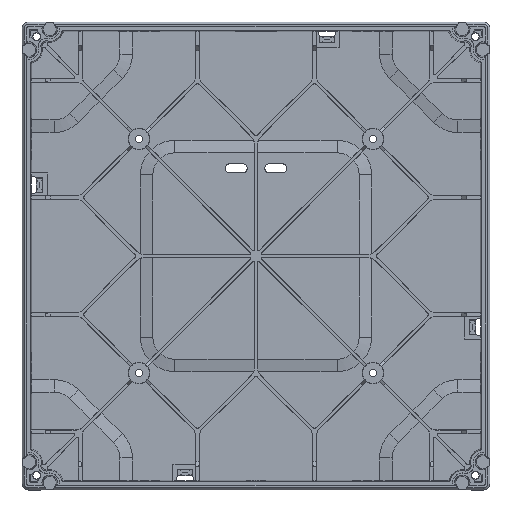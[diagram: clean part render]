
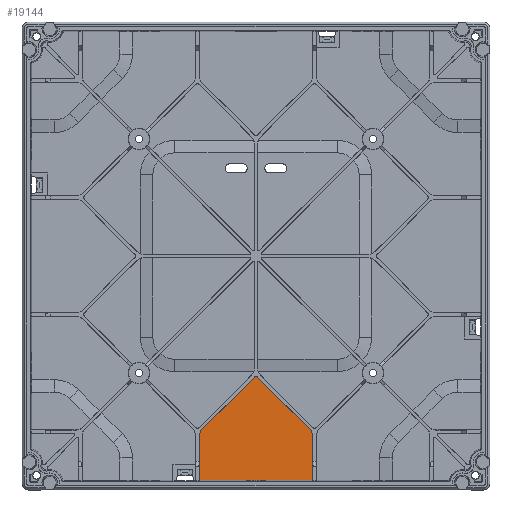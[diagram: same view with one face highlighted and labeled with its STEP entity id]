
A CAD part, top view. The second image highlights one B-rep face of the part: STEP entity #19144.
In plain terms, the highlighted planar face has unit normal (0, 0, 1).
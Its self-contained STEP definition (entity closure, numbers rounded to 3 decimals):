
#10439 = VERTEX_POINT('',#10440);
#10440 = CARTESIAN_POINT('',(-12.885,-51.129,-13.5));
#10448 = EDGE_CURVE('',#10439,#10449,#10451,.T.);
#10449 = VERTEX_POINT('',#10450);
#10450 = CARTESIAN_POINT('',(12.885,-51.129,-13.5));
#10451 = LINE('',#10452,#10453);
#10452 = CARTESIAN_POINT('',(0.,-51.129,-13.5));
#10453 = VECTOR('',#10454,1.);
#10454 = DIRECTION('',(1.,0.,0.));
#19126 = VERTEX_POINT('',#19127);
#19127 = CARTESIAN_POINT('',(12.885,-48.,-13.5));
#19132 = EDGE_CURVE('',#19126,#10449,#19133,.T.);
#19133 = LINE('',#19134,#19135);
#19134 = CARTESIAN_POINT('',(12.885,-48.,-13.5));
#19135 = VECTOR('',#19136,1.);
#19136 = DIRECTION('',(0.,-1.,0.));
#19144 = ADVANCED_FACE('',(#19145),#19247,.T.);
#19145 = FACE_BOUND('',#19146,.T.);
#19146 = EDGE_LOOP('',(#19147,#19158,#19166,#19175,#19183,#19192,#19200,
    #19208,#19214,#19215,#19216,#19224,#19232,#19241));
#19147 = ORIENTED_EDGE('',*,*,#19148,.F.);
#19148 = EDGE_CURVE('',#19149,#19151,#19153,.T.);
#19149 = VERTEX_POINT('',#19150);
#19150 = CARTESIAN_POINT('',(0.028,-27.444,-13.5));
#19151 = VERTEX_POINT('',#19152);
#19152 = CARTESIAN_POINT('',(0.354,-27.589,-13.5));
#19153 = CIRCLE('',#19154,0.5);
#19154 = AXIS2_PLACEMENT_3D('',#19155,#19156,#19157);
#19155 = CARTESIAN_POINT('',(0.,-27.943,-13.5));
#19156 = DIRECTION('',(0.,0.,-1.));
#19157 = DIRECTION('',(-1.,0.,0.));
#19158 = ORIENTED_EDGE('',*,*,#19159,.F.);
#19159 = EDGE_CURVE('',#19160,#19149,#19162,.T.);
#19160 = VERTEX_POINT('',#19161);
#19161 = CARTESIAN_POINT('',(-0.001,-27.444,-13.5));
#19162 = LINE('',#19163,#19164);
#19163 = CARTESIAN_POINT('',(-0.001,-27.444,-13.5)
  );
#19164 = VECTOR('',#19165,1.);
#19165 = DIRECTION('',(1.,0.,0.));
#19166 = ORIENTED_EDGE('',*,*,#19167,.F.);
#19167 = EDGE_CURVE('',#19168,#19160,#19170,.T.);
#19168 = VERTEX_POINT('',#19169);
#19169 = CARTESIAN_POINT('',(-0.354,-27.59,-13.5));
#19170 = CIRCLE('',#19171,0.5);
#19171 = AXIS2_PLACEMENT_3D('',#19172,#19173,#19174);
#19172 = CARTESIAN_POINT('',(-0.001,-27.944,-13.5)
  );
#19173 = DIRECTION('',(0.,0.,-1.));
#19174 = DIRECTION('',(1.,0.,0.));
#19175 = ORIENTED_EDGE('',*,*,#19176,.T.);
#19176 = EDGE_CURVE('',#19168,#19177,#19179,.T.);
#19177 = VERTEX_POINT('',#19178);
#19178 = CARTESIAN_POINT('',(-12.349,-39.585,-13.5));
#19179 = LINE('',#19180,#19181);
#19180 = CARTESIAN_POINT('',(-0.354,-27.59,-13.5));
#19181 = VECTOR('',#19182,1.);
#19182 = DIRECTION('',(-0.707,-0.707,
    0.));
#19183 = ORIENTED_EDGE('',*,*,#19184,.F.);
#19184 = EDGE_CURVE('',#19185,#19177,#19187,.T.);
#19185 = VERTEX_POINT('',#19186);
#19186 = CARTESIAN_POINT('',(-12.935,-40.999,-13.5));
#19187 = CIRCLE('',#19188,2.);
#19188 = AXIS2_PLACEMENT_3D('',#19189,#19190,#19191);
#19189 = CARTESIAN_POINT('',(-10.935,-40.999,-13.5));
#19190 = DIRECTION('',(0.,0.,-1.));
#19191 = DIRECTION('',(1.,0.,0.));
#19192 = ORIENTED_EDGE('',*,*,#19193,.F.);
#19193 = EDGE_CURVE('',#19194,#19185,#19196,.T.);
#19194 = VERTEX_POINT('',#19195);
#19195 = CARTESIAN_POINT('',(-12.935,-48.,-13.5));
#19196 = LINE('',#19197,#19198);
#19197 = CARTESIAN_POINT('',(-12.935,-55.566,-13.5));
#19198 = VECTOR('',#19199,1.);
#19199 = DIRECTION('',(0.,1.,0.));
#19200 = ORIENTED_EDGE('',*,*,#19201,.F.);
#19201 = EDGE_CURVE('',#19202,#19194,#19204,.T.);
#19202 = VERTEX_POINT('',#19203);
#19203 = CARTESIAN_POINT('',(-12.885,-48.,-13.5));
#19204 = LINE('',#19205,#19206);
#19205 = CARTESIAN_POINT('',(-12.885,-48.,-13.5));
#19206 = VECTOR('',#19207,1.);
#19207 = DIRECTION('',(-1.,0.,0.));
#19208 = ORIENTED_EDGE('',*,*,#19209,.F.);
#19209 = EDGE_CURVE('',#10439,#19202,#19210,.T.);
#19210 = LINE('',#19211,#19212);
#19211 = CARTESIAN_POINT('',(-12.885,-55.,-13.5));
#19212 = VECTOR('',#19213,1.);
#19213 = DIRECTION('',(0.,1.,0.));
#19214 = ORIENTED_EDGE('',*,*,#10448,.T.);
#19215 = ORIENTED_EDGE('',*,*,#19132,.F.);
#19216 = ORIENTED_EDGE('',*,*,#19217,.F.);
#19217 = EDGE_CURVE('',#19218,#19126,#19220,.T.);
#19218 = VERTEX_POINT('',#19219);
#19219 = CARTESIAN_POINT('',(12.935,-48.,-13.5));
#19220 = LINE('',#19221,#19222);
#19221 = CARTESIAN_POINT('',(13.785,-48.,-13.5));
#19222 = VECTOR('',#19223,1.);
#19223 = DIRECTION('',(-1.,0.,0.));
#19224 = ORIENTED_EDGE('',*,*,#19225,.F.);
#19225 = EDGE_CURVE('',#19226,#19218,#19228,.T.);
#19226 = VERTEX_POINT('',#19227);
#19227 = CARTESIAN_POINT('',(12.935,-40.999,-13.5));
#19228 = LINE('',#19229,#19230);
#19229 = CARTESIAN_POINT('',(12.935,-40.999,-13.5));
#19230 = VECTOR('',#19231,1.);
#19231 = DIRECTION('',(0.,-1.,0.));
#19232 = ORIENTED_EDGE('',*,*,#19233,.F.);
#19233 = EDGE_CURVE('',#19234,#19226,#19236,.T.);
#19234 = VERTEX_POINT('',#19235);
#19235 = CARTESIAN_POINT('',(12.349,-39.585,-13.5));
#19236 = CIRCLE('',#19237,2.);
#19237 = AXIS2_PLACEMENT_3D('',#19238,#19239,#19240);
#19238 = CARTESIAN_POINT('',(10.935,-40.999,-13.5));
#19239 = DIRECTION('',(0.,0.,-1.));
#19240 = DIRECTION('',(-1.,0.,0.));
#19241 = ORIENTED_EDGE('',*,*,#19242,.F.);
#19242 = EDGE_CURVE('',#19151,#19234,#19243,.T.);
#19243 = LINE('',#19244,#19245);
#19244 = CARTESIAN_POINT('',(0.354,-27.589,-13.5));
#19245 = VECTOR('',#19246,1.);
#19246 = DIRECTION('',(0.707,-0.707,-0.));
#19247 = PLANE('',#19248);
#19248 = AXIS2_PLACEMENT_3D('',#19249,#19250,#19251);
#19249 = CARTESIAN_POINT('',(-47.,-51.7,-13.5));
#19250 = DIRECTION('',(0.,0.,1.));
#19251 = DIRECTION('',(1.,0.,0.));
